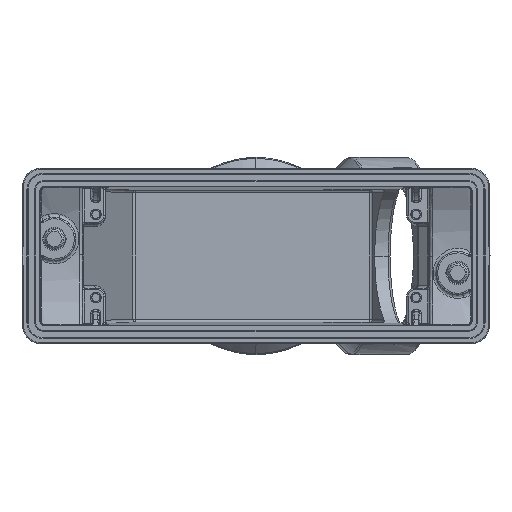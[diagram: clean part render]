
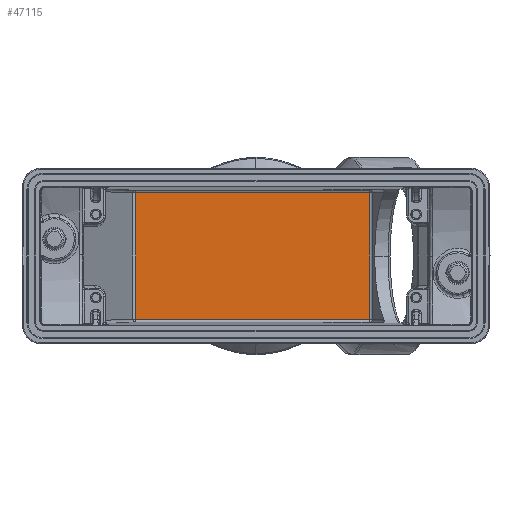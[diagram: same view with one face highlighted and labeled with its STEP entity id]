
A CAD part, front view. The second image highlights one B-rep face of the part: STEP entity #47115.
In plain terms, the highlighted planar face has unit normal (0, -1, 0).
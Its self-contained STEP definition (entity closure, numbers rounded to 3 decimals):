
#27786=DIRECTION('',(0.,0.,1.));
#27787=VECTOR('',#27786,41.021);
#27788=CARTESIAN_POINT('',(-39.068,105.,-20.51));
#27789=LINE('',#27788,#27787);
#27790=DIRECTION('',(1.,0.,0.));
#27791=VECTOR('',#27790,76.066);
#27792=CARTESIAN_POINT('',(-39.068,105.,-20.51));
#27793=LINE('',#27792,#27791);
#27817=DIRECTION('',(0.,0.,1.));
#27818=VECTOR('',#27817,41.021);
#27819=CARTESIAN_POINT('',(36.998,105.,-20.51));
#27820=LINE('',#27819,#27818);
#27831=DIRECTION('',(-1.,0.,0.));
#27832=VECTOR('',#27831,76.066);
#27833=CARTESIAN_POINT('',(36.998,105.,20.51));
#27834=LINE('',#27833,#27832);
#31806=CARTESIAN_POINT('',(-39.068,105.,20.51));
#31808=VERTEX_POINT('',#31806);
#31809=CARTESIAN_POINT('',(-39.068,105.,-20.51));
#31810=VERTEX_POINT('',#31809);
#31813=CARTESIAN_POINT('',(36.998,105.,-20.51));
#31814=VERTEX_POINT('',#31813);
#31815=CARTESIAN_POINT('',(36.998,105.,20.51));
#31816=VERTEX_POINT('',#31815);
#47101=CARTESIAN_POINT('',(-1.035,105.,0.));
#47102=DIRECTION('',(0.,1.,0.));
#47103=DIRECTION('',(-1.,0.,0.));
#47104=AXIS2_PLACEMENT_3D('',#47101,#47102,#47103);
#47105=PLANE('',#47104);
#47107=ORIENTED_EDGE('',*,*,#47106,.F.);
#47108=ORIENTED_EDGE('',*,*,#47091,.T.);
#47110=ORIENTED_EDGE('',*,*,#47109,.F.);
#47112=ORIENTED_EDGE('',*,*,#47111,.F.);
#47113=EDGE_LOOP('',(#47107,#47108,#47110,#47112));
#47114=FACE_OUTER_BOUND('',#47113,.F.);
#47115=ADVANCED_FACE('',(#47114),#47105,.F.);
#47091=EDGE_CURVE('',#31810,#31808,#27789,.T.);
#47106=EDGE_CURVE('',#31810,#31814,#27793,.T.);
#47109=EDGE_CURVE('',#31816,#31808,#27834,.T.);
#47111=EDGE_CURVE('',#31814,#31816,#27820,.T.);
